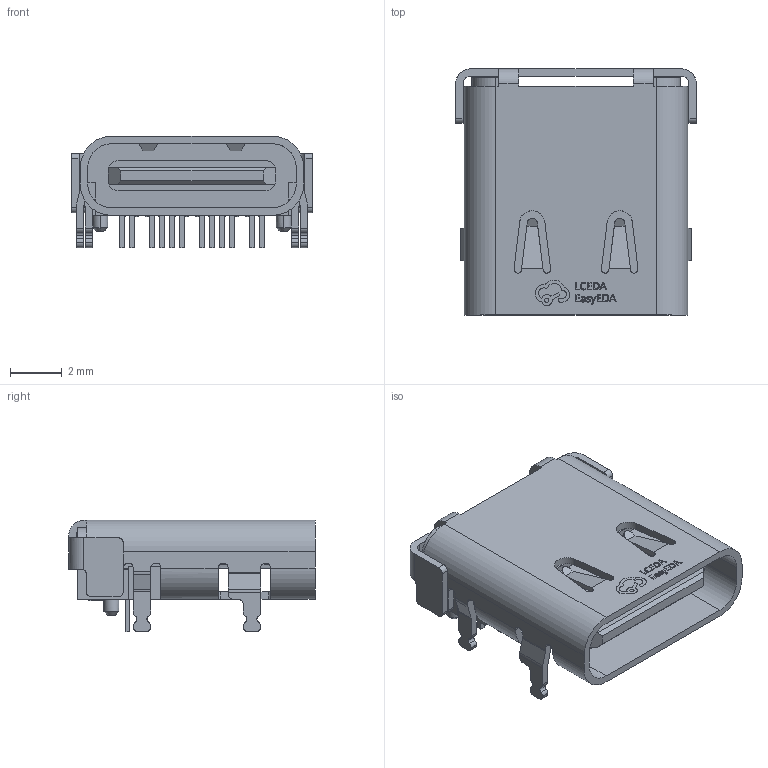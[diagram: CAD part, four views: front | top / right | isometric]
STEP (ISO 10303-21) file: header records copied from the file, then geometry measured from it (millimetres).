
FILE_DESCRIPTION(('Open CASCADE Model'),'2;1');
FILE_NAME('Open CASCADE Shape Model','2025-03-20T15:28:22',('Author'),( 'Open CASCADE'),'Open CASCADE STEP processor 7.6','Open CASCADE 7.6' ,'Unknown');
FILE_SCHEMA(('AUTOMOTIVE_DESIGN { 1 0 10303 214 1 1 1 1 }'));
Length unit declared in the file: millimetre
Products named in the file (1): COMPOUND
Bounding box: 9.36 x 9.56 x 4.33 mm (x, y, z)
Volume: 135.4 mm3; surface area: 582.9 mm2
Topology: 15 solids, 15 shells, 706 faces, 1967 edges, 1306 vertices
Faces by surface type: bspline 706
Entity records: 26634 total; most frequent: CARTESIAN_POINT 10315, ORIENTED_EDGE 3934, EDGE_CURVE 1967, B_SPLINE_CURVE_WITH_KNOTS 1663, VERTEX_POINT 1306, FACE_BOUND 745, EDGE_LOOP 745, ADVANCED_FACE 706
